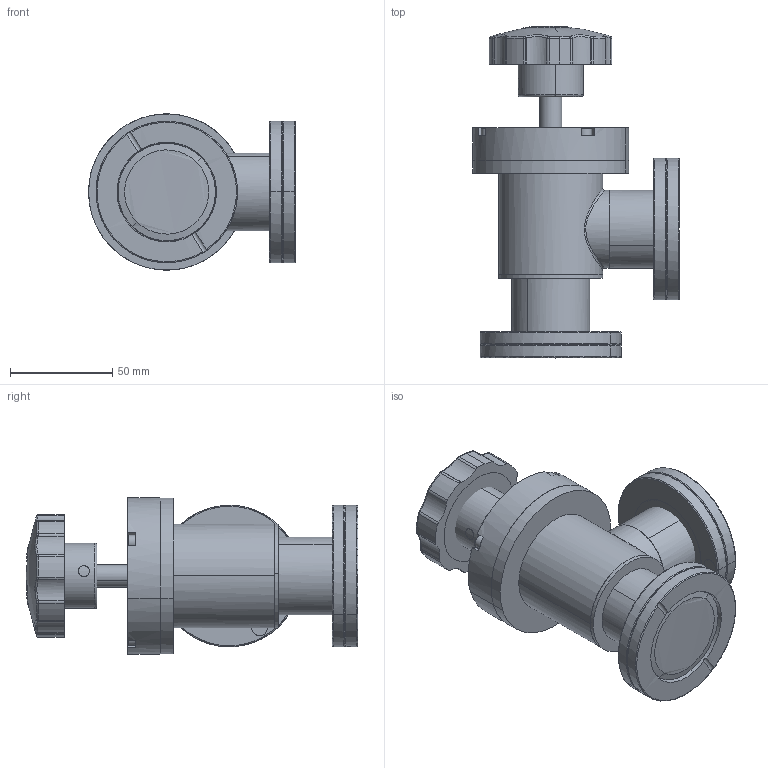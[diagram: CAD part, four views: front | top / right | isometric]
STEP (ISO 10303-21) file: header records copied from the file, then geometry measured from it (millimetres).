
FILE_DESCRIPTION (( 'STEP AP214' ), '1' );
FILE_NAME ('A-150-H-CF_MANUAL_RIGHT_ANGLE_VALVE_ELASTOMER_SEAL.STEP', '2025-07-11T19:46:02', ( '' ), ( '' ), 'SwSTEP 2.0', 'SolidWorks 2023', '' );
FILE_SCHEMA (( 'AUTOMOTIVE_DESIGN' ));
Length unit declared in the file: inch
Products named in the file (2): A-150-H-CF_ANGLE_VALVE_RIGHT_ANGLE_VITON_BONNET_MANUAL; A-150-H-CF_MANUAL_RIGHT_ANGLE_VALVE_ELASTOMER_SEAL
Assembly tree (1 placements, depth 2):
  A-150-H-CF_MANUAL_RIGHT_ANGLE_VALVE_ELASTOMER_SEAL
    A-150-H-CF_ANGLE_VALVE_RIGHT_ANGLE_VITON_BONNET_MANUAL
Bounding box: 101.25 x 162.5 x 76.43 mm (x, y, z)
Surface area: 89379.8 mm2 (no closed solid volume)
Topology: 0 solids, 30 shells, 217 faces, 562 edges, 368 vertices
Faces by surface type: cylinder 95, plane 39, torus 39, bspline 26, cone 12, sphere 6
Entity records: 12425 total; most frequent: CARTESIAN_POINT 8096, ORIENTED_EDGE 1031, EDGE_CURVE 562, DIRECTION 523, B_SPLINE_CURVE_WITH_KNOTS 444, VERTEX_POINT 368, AXIS2_PLACEMENT_3D 227, FACE_OUTER_BOUND 217
